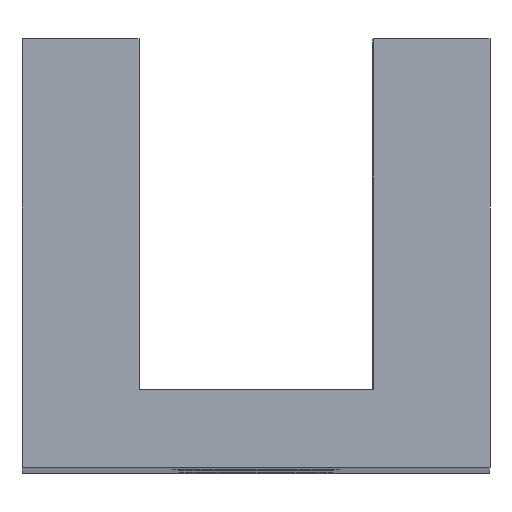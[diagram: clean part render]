
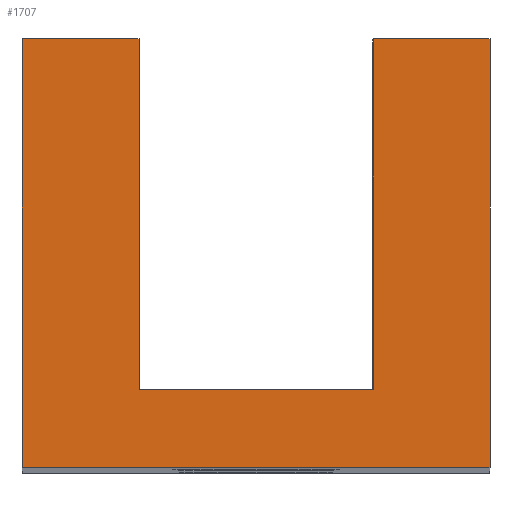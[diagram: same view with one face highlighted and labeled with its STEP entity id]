
A CAD part, top view. The second image highlights one B-rep face of the part: STEP entity #1707.
In plain terms, the highlighted planar face has unit normal (0, 0, 1).
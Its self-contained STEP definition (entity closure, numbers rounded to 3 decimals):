
#145=FACE_OUTER_BOUND('',#252,.T.);
#252=EDGE_LOOP('',(#1505,#1506,#1507,#1508,#1509,#1510,#1511,#1512));
#462=LINE('',#2623,#684);
#468=LINE('',#2650,#690);
#471=LINE('',#2656,#693);
#476=LINE('',#2665,#698);
#479=LINE('',#2671,#701);
#484=LINE('',#2681,#706);
#485=LINE('',#2684,#707);
#486=LINE('',#2685,#708);
#684=VECTOR('',#2156,10.);
#690=VECTOR('',#2188,10.);
#693=VECTOR('',#2193,10.);
#698=VECTOR('',#2200,10.);
#701=VECTOR('',#2205,10.);
#706=VECTOR('',#2214,10.);
#707=VECTOR('',#2217,10.);
#708=VECTOR('',#2218,10.);
#840=VERTEX_POINT('',#2616);
#843=VERTEX_POINT('',#2621);
#851=VERTEX_POINT('',#2649);
#853=VERTEX_POINT('',#2655);
#856=VERTEX_POINT('',#2663);
#858=VERTEX_POINT('',#2669);
#861=VERTEX_POINT('',#2679);
#862=VERTEX_POINT('',#2683);
#1061=EDGE_CURVE('',#843,#840,#462,.T.);
#1074=EDGE_CURVE('',#840,#851,#468,.T.);
#1077=EDGE_CURVE('',#851,#853,#471,.T.);
#1082=EDGE_CURVE('',#843,#856,#476,.T.);
#1085=EDGE_CURVE('',#858,#856,#479,.T.);
#1090=EDGE_CURVE('',#861,#853,#484,.T.);
#1091=EDGE_CURVE('',#862,#861,#485,.T.);
#1092=EDGE_CURVE('',#862,#858,#486,.T.);
#1505=ORIENTED_EDGE('',*,*,#1091,.T.);
#1506=ORIENTED_EDGE('',*,*,#1090,.T.);
#1507=ORIENTED_EDGE('',*,*,#1077,.F.);
#1508=ORIENTED_EDGE('',*,*,#1074,.F.);
#1509=ORIENTED_EDGE('',*,*,#1061,.F.);
#1510=ORIENTED_EDGE('',*,*,#1082,.T.);
#1511=ORIENTED_EDGE('',*,*,#1085,.F.);
#1512=ORIENTED_EDGE('',*,*,#1092,.F.);
#1627=PLANE('',#1819);
#1707=ADVANCED_FACE('',(#145),#1627,.T.);
#1819=AXIS2_PLACEMENT_3D('',#2682,#2215,#2216);
#2156=DIRECTION('',(1.,0.,0.));
#2188=DIRECTION('',(0.,1.,0.));
#2193=DIRECTION('',(1.,0.,0.));
#2200=DIRECTION('',(0.,1.,0.));
#2205=DIRECTION('',(1.,0.,0.));
#2214=DIRECTION('',(0.,1.,0.));
#2215=DIRECTION('center_axis',(0.,0.,1.));
#2216=DIRECTION('ref_axis',(1.,0.,0.));
#2217=DIRECTION('',(1.,0.,0.));
#2218=DIRECTION('',(0.,1.,0.));
#2616=CARTESIAN_POINT('',(3.,2.,42.5));
#2621=CARTESIAN_POINT('',(-3.,2.,42.5));
#2623=CARTESIAN_POINT('',(-6.,2.,42.5));
#2649=CARTESIAN_POINT('',(3.,11.,42.5));
#2650=CARTESIAN_POINT('',(3.,2.,42.5));
#2655=CARTESIAN_POINT('',(6.,11.,42.5));
#2656=CARTESIAN_POINT('',(-6.,11.,42.5));
#2663=CARTESIAN_POINT('',(-3.,11.,42.5));
#2665=CARTESIAN_POINT('',(-3.,2.,42.5));
#2669=CARTESIAN_POINT('',(-6.,11.,42.5));
#2671=CARTESIAN_POINT('',(-6.,11.,42.5));
#2679=CARTESIAN_POINT('',(6.,0.,42.5));
#2681=CARTESIAN_POINT('',(6.,0.,42.5));
#2682=CARTESIAN_POINT('Origin',(-6.,0.,42.5));
#2683=CARTESIAN_POINT('',(-6.,0.,42.5));
#2684=CARTESIAN_POINT('',(-6.,0.,42.5));
#2685=CARTESIAN_POINT('',(-6.,0.,42.5));
